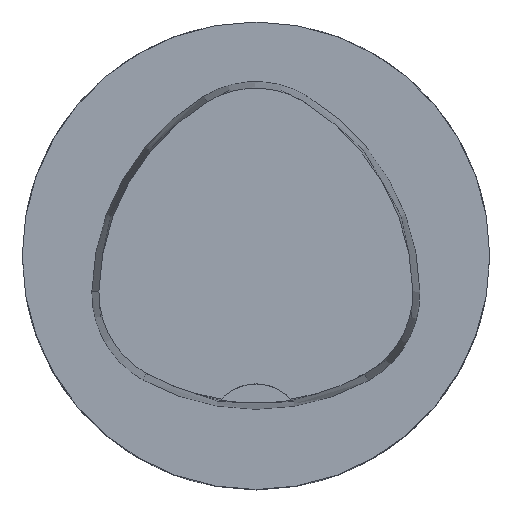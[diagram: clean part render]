
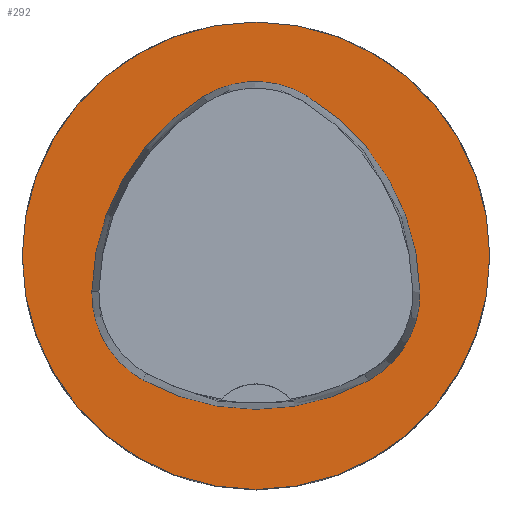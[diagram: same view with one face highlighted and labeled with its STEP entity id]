
A CAD part, top view. The second image highlights one B-rep face of the part: STEP entity #292.
In plain terms, the highlighted planar face has unit normal (0, 0, 1).
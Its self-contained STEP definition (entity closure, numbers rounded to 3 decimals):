
#292=ADVANCED_FACE('',(#420,#421),#369,.T.);
#369=PLANE('',#1959);
#420=FACE_BOUND('',#475,.T.);
#421=FACE_BOUND('',#476,.T.);
#475=EDGE_LOOP('',(#796,#797,#798,#799,#800,#801));
#476=EDGE_LOOP('',(#802));
#571=CIRCLE('',#1936,20.);
#573=CIRCLE('',#1939,8.5);
#575=CIRCLE('',#1942,20.);
#577=CIRCLE('',#1945,8.5);
#581=CIRCLE('',#1950,20.);
#583=CIRCLE('',#1953,8.5);
#586=CIRCLE('',#1958,20.);
#796=ORIENTED_EDGE('',*,*,#1380,.T.);
#797=ORIENTED_EDGE('',*,*,#1360,.T.);
#798=ORIENTED_EDGE('',*,*,#1364,.T.);
#799=ORIENTED_EDGE('',*,*,#1367,.T.);
#800=ORIENTED_EDGE('',*,*,#1370,.T.);
#801=ORIENTED_EDGE('',*,*,#1378,.T.);
#802=ORIENTED_EDGE('',*,*,#1383,.F.);
#1167=VERTEX_POINT('',#2945);
#1168=VERTEX_POINT('',#2946);
#1171=VERTEX_POINT('',#2954);
#1173=VERTEX_POINT('',#2960);
#1175=VERTEX_POINT('',#2966);
#1182=VERTEX_POINT('',#2987);
#1183=VERTEX_POINT('',#2997);
#1360=EDGE_CURVE('',#1167,#1168,#571,.T.);
#1364=EDGE_CURVE('',#1168,#1171,#573,.T.);
#1367=EDGE_CURVE('',#1171,#1173,#575,.T.);
#1370=EDGE_CURVE('',#1173,#1175,#577,.T.);
#1378=EDGE_CURVE('',#1175,#1182,#581,.T.);
#1380=EDGE_CURVE('',#1182,#1167,#583,.T.);
#1383=EDGE_CURVE('',#1183,#1183,#586,.T.);
#1936=AXIS2_PLACEMENT_3D('',#2944,#2263,#2264);
#1939=AXIS2_PLACEMENT_3D('',#2953,#2271,#2272);
#1942=AXIS2_PLACEMENT_3D('',#2959,#2278,#2279);
#1945=AXIS2_PLACEMENT_3D('',#2965,#2285,#2286);
#1950=AXIS2_PLACEMENT_3D('',#2988,#2297,#2298);
#1953=AXIS2_PLACEMENT_3D('',#2991,#2303,#2304);
#1958=AXIS2_PLACEMENT_3D('',#2996,#2313,#2314);
#1959=AXIS2_PLACEMENT_3D('',#2998,#2315,#2316);
#2263=DIRECTION('',(0.,0.,-1.));
#2264=DIRECTION('',(-1.,0.,0.));
#2271=DIRECTION('',(0.,0.,-1.));
#2272=DIRECTION('',(-1.,0.,0.));
#2278=DIRECTION('',(0.,0.,-1.));
#2279=DIRECTION('',(-1.,0.,0.));
#2285=DIRECTION('',(0.,0.,-1.));
#2286=DIRECTION('',(-1.,0.,0.));
#2297=DIRECTION('',(0.,0.,-1.));
#2298=DIRECTION('',(-1.,0.,0.));
#2303=DIRECTION('',(0.,0.,-1.));
#2304=DIRECTION('',(-1.,0.,0.));
#2313=DIRECTION('',(0.,0.,-1.));
#2314=DIRECTION('',(-1.,0.,0.));
#2315=DIRECTION('',(0.,0.,1.));
#2316=DIRECTION('',(1.,0.,0.));
#2944=CARTESIAN_POINT('',(5.955,-3.414,0.));
#2945=CARTESIAN_POINT('',(-14.041,-3.042,0.));
#2946=CARTESIAN_POINT('',(-4.472,13.653,0.));
#2953=CARTESIAN_POINT('',(-0.04,6.4,0.));
#2954=CARTESIAN_POINT('',(4.347,13.68,0.));
#2959=CARTESIAN_POINT('',(-5.976,-3.45,0.));
#2960=CARTESIAN_POINT('',(14.021,-3.075,0.));
#2965=CARTESIAN_POINT('',(5.522,-3.235,0.));
#2966=CARTESIAN_POINT('',(9.588,-10.699,0.));
#2987=CARTESIAN_POINT('',(-9.655,-10.639,0.));
#2988=CARTESIAN_POINT('',(0.022,6.864,0.));
#2991=CARTESIAN_POINT('',(-5.543,-3.2,0.));
#2996=CARTESIAN_POINT('',(0.,0.,0.));
#2997=CARTESIAN_POINT('',(-20.,0.,0.));
#2998=CARTESIAN_POINT('',(0.,0.,0.));
